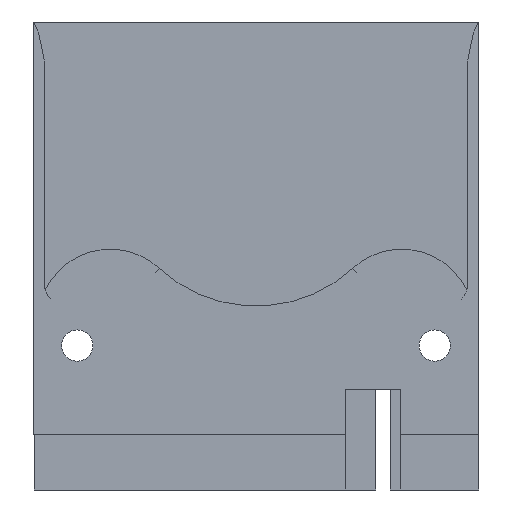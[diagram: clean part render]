
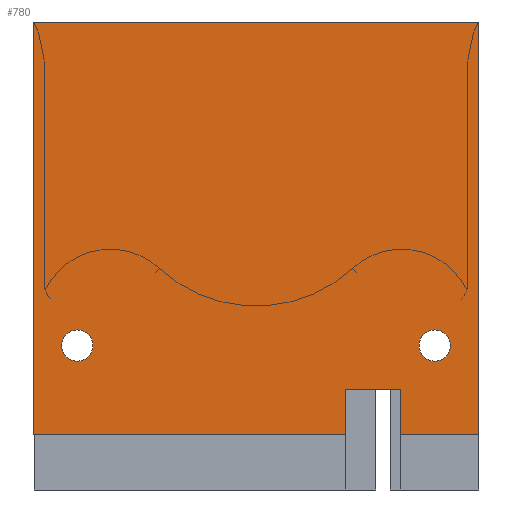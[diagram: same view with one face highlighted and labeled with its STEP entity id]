
A CAD part, front view. The second image highlights one B-rep face of the part: STEP entity #780.
In plain terms, the highlighted planar face has unit normal (0, -1, 0).
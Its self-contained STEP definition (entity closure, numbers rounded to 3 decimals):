
#29=FACE_BOUND('',#101,.T.);
#30=FACE_BOUND('',#102,.T.);
#33=CIRCLE('',#843,1.4);
#34=CIRCLE('',#844,1.4);
#58=FACE_OUTER_BOUND('',#100,.T.);
#100=EDGE_LOOP('',(#550,#551,#552,#553,#554,#555,#556,#557));
#101=EDGE_LOOP('',(#558));
#102=EDGE_LOOP('',(#559));
#165=LINE('',#1159,#258);
#167=LINE('',#1163,#260);
#168=LINE('',#1165,#261);
#169=LINE('',#1167,#262);
#170=LINE('',#1169,#263);
#171=LINE('',#1171,#264);
#172=LINE('',#1173,#265);
#173=LINE('',#1174,#266);
#258=VECTOR('',#936,10.);
#260=VECTOR('',#940,10.);
#261=VECTOR('',#941,10.);
#262=VECTOR('',#942,10.);
#263=VECTOR('',#943,10.);
#264=VECTOR('',#944,10.);
#265=VECTOR('',#945,10.);
#266=VECTOR('',#946,10.);
#345=VERTEX_POINT('',#1156);
#346=VERTEX_POINT('',#1158);
#347=VERTEX_POINT('',#1162);
#348=VERTEX_POINT('',#1164);
#349=VERTEX_POINT('',#1166);
#350=VERTEX_POINT('',#1168);
#351=VERTEX_POINT('',#1170);
#352=VERTEX_POINT('',#1172);
#353=VERTEX_POINT('',#1175);
#354=VERTEX_POINT('',#1177);
#425=EDGE_CURVE('',#346,#345,#165,.T.);
#427=EDGE_CURVE('',#347,#346,#167,.T.);
#428=EDGE_CURVE('',#345,#348,#168,.T.);
#429=EDGE_CURVE('',#349,#348,#169,.T.);
#430=EDGE_CURVE('',#350,#349,#170,.T.);
#431=EDGE_CURVE('',#351,#350,#171,.T.);
#432=EDGE_CURVE('',#351,#352,#172,.T.);
#433=EDGE_CURVE('',#347,#352,#173,.T.);
#434=EDGE_CURVE('',#353,#353,#33,.T.);
#435=EDGE_CURVE('',#354,#354,#34,.T.);
#550=ORIENTED_EDGE('',*,*,#427,.T.);
#551=ORIENTED_EDGE('',*,*,#425,.T.);
#552=ORIENTED_EDGE('',*,*,#428,.T.);
#553=ORIENTED_EDGE('',*,*,#429,.F.);
#554=ORIENTED_EDGE('',*,*,#430,.F.);
#555=ORIENTED_EDGE('',*,*,#431,.F.);
#556=ORIENTED_EDGE('',*,*,#432,.T.);
#557=ORIENTED_EDGE('',*,*,#433,.F.);
#558=ORIENTED_EDGE('',*,*,#434,.F.);
#559=ORIENTED_EDGE('',*,*,#435,.F.);
#748=PLANE('',#842);
#780=ADVANCED_FACE('',(#58,#29,#30),#748,.F.);
#842=AXIS2_PLACEMENT_3D('',#1161,#938,#939);
#843=AXIS2_PLACEMENT_3D('',#1176,#947,#948);
#844=AXIS2_PLACEMENT_3D('',#1178,#949,#950);
#936=DIRECTION('',(1.,0.,0.));
#938=DIRECTION('center_axis',(0.,1.,0.));
#939=DIRECTION('ref_axis',(0.,0.,1.));
#940=DIRECTION('',(0.,0.,1.));
#941=DIRECTION('',(0.,0.,-1.));
#942=DIRECTION('',(-1.,0.,0.));
#943=DIRECTION('',(0.,0.,-1.));
#944=DIRECTION('',(1.,0.,0.));
#945=DIRECTION('',(0.,0.,-1.));
#946=DIRECTION('',(-1.,0.,0.));
#947=DIRECTION('center_axis',(0.,-1.,0.));
#948=DIRECTION('ref_axis',(1.,0.,0.));
#949=DIRECTION('center_axis',(0.,-1.,0.));
#950=DIRECTION('ref_axis',(1.,0.,0.));
#1156=CARTESIAN_POINT('',(-7.,0.,-33.));
#1158=CARTESIAN_POINT('',(-12.,0.,-33.));
#1159=CARTESIAN_POINT('',(-13.5,0.,-33.));
#1161=CARTESIAN_POINT('Origin',(-20.,0.,-16.5));
#1162=CARTESIAN_POINT('',(-12.,0.,-37.));
#1163=CARTESIAN_POINT('',(-12.,0.,-24.75));
#1164=CARTESIAN_POINT('',(-7.,0.,-37.));
#1165=CARTESIAN_POINT('',(-7.,0.,-29.25));
#1166=CARTESIAN_POINT('',(0.,0.,-37.));
#1167=CARTESIAN_POINT('',(0.,0.,-37.));
#1168=CARTESIAN_POINT('',(0.,0.,0.));
#1169=CARTESIAN_POINT('',(0.,0.,0.));
#1170=CARTESIAN_POINT('',(-40.,0.,0.));
#1171=CARTESIAN_POINT('',(-40.,0.,0.));
#1172=CARTESIAN_POINT('',(-40.,0.,-37.));
#1173=CARTESIAN_POINT('',(-40.,0.,-33.));
#1174=CARTESIAN_POINT('',(0.,0.,-37.));
#1175=CARTESIAN_POINT('',(-37.438,0.,-29.038));
#1176=CARTESIAN_POINT('Origin',(-36.038,0.,-29.038));
#1177=CARTESIAN_POINT('',(-5.362,0.,-29.038));
#1178=CARTESIAN_POINT('Origin',(-3.962,0.,-29.038));
